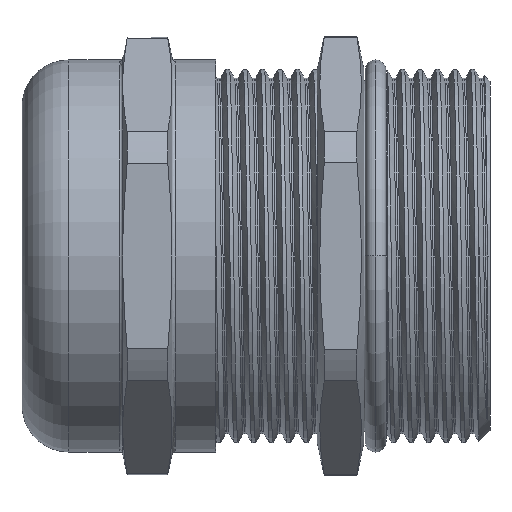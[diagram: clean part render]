
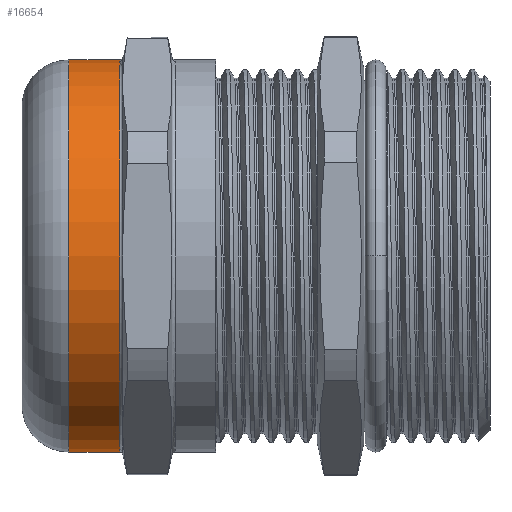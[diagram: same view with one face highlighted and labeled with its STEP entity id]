
A CAD part, left-side view. The second image highlights one B-rep face of the part: STEP entity #16654.
In plain terms, the highlighted cylindrical face has radius 16.8 mm (diameter 33.6 mm), a partial arc.
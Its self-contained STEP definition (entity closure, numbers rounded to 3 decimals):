
#157 = CARTESIAN_POINT ( 'NONE',  ( 0., 12.6, 0. ) ) ;
#1684 = EDGE_CURVE ( 'NONE', #7599, #12135, #3690, .T. ) ;
#1794 = EDGE_CURVE ( 'NONE', #6380, #12135, #11920, .T. ) ;
#2174 = DIRECTION ( 'NONE',  ( 0., 1., 0. ) ) ;
#3614 = LINE ( 'NONE', #12174, #14142 ) ;
#3690 = LINE ( 'NONE', #16212, #17015 ) ;
#3810 = DIRECTION ( 'NONE',  ( 0., -1., 0. ) ) ;
#4003 = DIRECTION ( 'NONE',  ( 0., 0., -1. ) ) ;
#4427 = CARTESIAN_POINT ( 'NONE',  ( 0., 0., 0. ) ) ;
#4445 = CARTESIAN_POINT ( 'NONE',  ( 0., 12.6, -16.8 ) ) ;
#5213 = AXIS2_PLACEMENT_3D ( 'NONE', #4427, #11510, #9563 ) ;
#5293 = DIRECTION ( 'NONE',  ( 0., 0., -1. ) ) ;
#6349 = CYLINDRICAL_SURFACE ( 'NONE', #5213, 16.8 ) ;
#6380 = VERTEX_POINT ( 'NONE', #21004 ) ;
#6406 = CARTESIAN_POINT ( 'NONE',  ( 0., 8.243, 16.8 ) ) ;
#7311 = DIRECTION ( 'NONE',  ( 0., -1., 0. ) ) ;
#7599 = VERTEX_POINT ( 'NONE', #13164 ) ;
#8095 = ORIENTED_EDGE ( 'NONE', *, *, #1794, .T. ) ;
#8726 = ORIENTED_EDGE ( 'NONE', *, *, #11900, .T. ) ;
#9068 = DIRECTION ( 'NONE',  ( 0., -1., 0. ) ) ;
#9373 = CARTESIAN_POINT ( 'NONE',  ( 0., 8.243, 0. ) ) ;
#9563 = DIRECTION ( 'NONE',  ( 0., 0., -1. ) ) ;
#10193 = ORIENTED_EDGE ( 'NONE', *, *, #1684, .F. ) ;
#11510 = DIRECTION ( 'NONE',  ( 0., -1., 0. ) ) ;
#11514 = EDGE_LOOP ( 'NONE', ( #10193, #8726, #18713, #8095 ) ) ;
#11900 = EDGE_CURVE ( 'NONE', #7599, #18744, #15641, .T. ) ;
#11920 = CIRCLE ( 'NONE', #14834, 16.8 ) ;
#12135 = VERTEX_POINT ( 'NONE', #6406 ) ;
#12174 = CARTESIAN_POINT ( 'NONE',  ( 0., 0., -16.8 ) ) ;
#13164 = CARTESIAN_POINT ( 'NONE',  ( 0., 12.6, 16.8 ) ) ;
#14142 = VECTOR ( 'NONE', #9068, 1000. ) ;
#14834 = AXIS2_PLACEMENT_3D ( 'NONE', #9373, #2174, #4003 ) ;
#15641 = CIRCLE ( 'NONE', #19633, 16.8 ) ;
#16212 = CARTESIAN_POINT ( 'NONE',  ( 0., 0., 16.8 ) ) ;
#16654 = ADVANCED_FACE ( 'NONE', ( #18466 ), #6349, .T. ) ;
#17015 = VECTOR ( 'NONE', #7311, 1000. ) ;
#17170 = EDGE_CURVE ( 'NONE', #18744, #6380, #3614, .T. ) ;
#18466 = FACE_OUTER_BOUND ( 'NONE', #11514, .T. ) ;
#18713 = ORIENTED_EDGE ( 'NONE', *, *, #17170, .T. ) ;
#18744 = VERTEX_POINT ( 'NONE', #4445 ) ;
#19633 = AXIS2_PLACEMENT_3D ( 'NONE', #157, #3810, #5293 ) ;
#21004 = CARTESIAN_POINT ( 'NONE',  ( 0., 8.243, -16.8 ) ) ;
